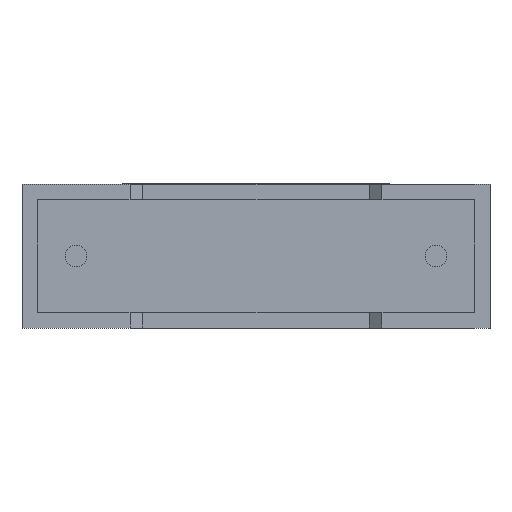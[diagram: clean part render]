
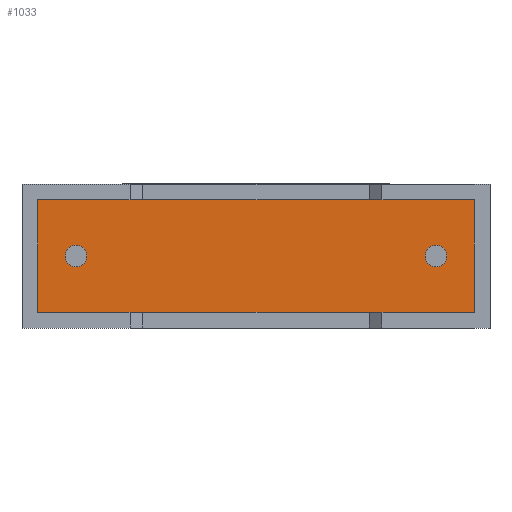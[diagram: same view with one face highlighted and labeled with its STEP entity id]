
A CAD part, front view. The second image highlights one B-rep face of the part: STEP entity #1033.
In plain terms, the highlighted planar face has unit normal (0, -1, 0).
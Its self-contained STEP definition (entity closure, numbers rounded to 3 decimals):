
#9 = CIRCLE ( 'NONE', #2531, 0.3 ) ;
#10 = EDGE_CURVE ( 'NONE', #2990, #260, #1185, .T. ) ;
#34 = FACE_OUTER_BOUND ( 'NONE', #208, .T. ) ;
#118 = ORIENTED_EDGE ( 'NONE', *, *, #468, .F. ) ;
#208 = EDGE_LOOP ( 'NONE', ( #2423, #1283, #626, #392 ) ) ;
#260 = VERTEX_POINT ( 'NONE', #2097 ) ;
#272 = DIRECTION ( 'NONE',  ( 0., 0., -1. ) ) ;
#392 = ORIENTED_EDGE ( 'NONE', *, *, #10, .T. ) ;
#400 = DIRECTION ( 'NONE',  ( 0., 0., -1. ) ) ;
#419 = CIRCLE ( 'NONE', #2346, 0.3 ) ;
#450 = AXIS2_PLACEMENT_3D ( 'NONE', #1375, #1178, #1670 ) ;
#467 = AXIS2_PLACEMENT_3D ( 'NONE', #2127, #2206, #2383 ) ;
#468 = EDGE_CURVE ( 'NONE', #3031, #1613, #2285, .T. ) ;
#511 = LINE ( 'NONE', #1673, #2484 ) ;
#521 = VERTEX_POINT ( 'NONE', #2806 ) ;
#606 = VECTOR ( 'NONE', #2601, 1000. ) ;
#626 = ORIENTED_EDGE ( 'NONE', *, *, #2794, .T. ) ;
#708 = EDGE_CURVE ( 'NONE', #737, #2404, #9, .T. ) ;
#737 = VERTEX_POINT ( 'NONE', #2238 ) ;
#743 = ORIENTED_EDGE ( 'NONE', *, *, #2720, .F. ) ;
#827 = CARTESIAN_POINT ( 'NONE',  ( 12.567, 0.75, 3.567 ) ) ;
#884 = CARTESIAN_POINT ( 'NONE',  ( 11.5, 0.75, 2. ) ) ;
#898 = CARTESIAN_POINT ( 'NONE',  ( 0.433, 0.75, 3.567 ) ) ;
#1025 = CARTESIAN_POINT ( 'NONE',  ( 0., 0.75, 0. ) ) ;
#1033 = ADVANCED_FACE ( 'NONE', ( #1448, #34, #1944 ), #1247, .T. ) ;
#1067 = ORIENTED_EDGE ( 'NONE', *, *, #708, .F. ) ;
#1117 = VECTOR ( 'NONE', #400, 1000. ) ;
#1178 = DIRECTION ( 'NONE',  ( 0., -1., 0. ) ) ;
#1185 = LINE ( 'NONE', #2830, #606 ) ;
#1247 = PLANE ( 'NONE',  #2777 ) ;
#1283 = ORIENTED_EDGE ( 'NONE', *, *, #1319, .T. ) ;
#1319 = EDGE_CURVE ( 'NONE', #521, #2145, #511, .T. ) ;
#1362 = CIRCLE ( 'NONE', #467, 0.3 ) ;
#1366 = VECTOR ( 'NONE', #2323, 1000. ) ;
#1375 = CARTESIAN_POINT ( 'NONE',  ( 1.5, 0.75, 2. ) ) ;
#1405 = EDGE_LOOP ( 'NONE', ( #2992, #118 ) ) ;
#1448 = FACE_BOUND ( 'NONE', #3059, .T. ) ;
#1502 = DIRECTION ( 'NONE',  ( 0., -1., 0. ) ) ;
#1534 = DIRECTION ( 'NONE',  ( 0., 0., -1. ) ) ;
#1596 = LINE ( 'NONE', #2082, #1366 ) ;
#1613 = VERTEX_POINT ( 'NONE', #1636 ) ;
#1636 = CARTESIAN_POINT ( 'NONE',  ( 1.5, 0.75, 2.3 ) ) ;
#1670 = DIRECTION ( 'NONE',  ( 0., 0., -1. ) ) ;
#1673 = CARTESIAN_POINT ( 'NONE',  ( 0.433, 0.75, 0.433 ) ) ;
#1765 = EDGE_CURVE ( 'NONE', #260, #521, #2002, .T. ) ;
#1944 = FACE_BOUND ( 'NONE', #1405, .T. ) ;
#1959 = DIRECTION ( 'NONE',  ( 0., 0., -1. ) ) ;
#2002 = LINE ( 'NONE', #898, #1117 ) ;
#2016 = CARTESIAN_POINT ( 'NONE',  ( 1.5, 0.75, 1.7 ) ) ;
#2082 = CARTESIAN_POINT ( 'NONE',  ( 12.567, 0.75, 0.433 ) ) ;
#2097 = CARTESIAN_POINT ( 'NONE',  ( 0.433, 0.75, 3.567 ) ) ;
#2127 = CARTESIAN_POINT ( 'NONE',  ( 11.5, 0.75, 2. ) ) ;
#2145 = VERTEX_POINT ( 'NONE', #2987 ) ;
#2206 = DIRECTION ( 'NONE',  ( 0., -1., 0. ) ) ;
#2238 = CARTESIAN_POINT ( 'NONE',  ( 11.5, 0.75, 2.3 ) ) ;
#2280 = CARTESIAN_POINT ( 'NONE',  ( 11.5, 0.75, 1.7 ) ) ;
#2285 = CIRCLE ( 'NONE', #450, 0.3 ) ;
#2323 = DIRECTION ( 'NONE',  ( 0., 0., 1. ) ) ;
#2346 = AXIS2_PLACEMENT_3D ( 'NONE', #2855, #1502, #272 ) ;
#2383 = DIRECTION ( 'NONE',  ( 0., 0., -1. ) ) ;
#2404 = VERTEX_POINT ( 'NONE', #2280 ) ;
#2423 = ORIENTED_EDGE ( 'NONE', *, *, #1765, .T. ) ;
#2484 = VECTOR ( 'NONE', #2842, 1000. ) ;
#2531 = AXIS2_PLACEMENT_3D ( 'NONE', #884, #2715, #1534 ) ;
#2601 = DIRECTION ( 'NONE',  ( -1., 0., 0. ) ) ;
#2715 = DIRECTION ( 'NONE',  ( 0., -1., 0. ) ) ;
#2720 = EDGE_CURVE ( 'NONE', #2404, #737, #1362, .T. ) ;
#2725 = EDGE_CURVE ( 'NONE', #1613, #3031, #419, .T. ) ;
#2777 = AXIS2_PLACEMENT_3D ( 'NONE', #1025, #2890, #1959 ) ;
#2794 = EDGE_CURVE ( 'NONE', #2145, #2990, #1596, .T. ) ;
#2806 = CARTESIAN_POINT ( 'NONE',  ( 0.433, 0.75, 0.433 ) ) ;
#2830 = CARTESIAN_POINT ( 'NONE',  ( 12.567, 0.75, 3.567 ) ) ;
#2842 = DIRECTION ( 'NONE',  ( 1., 0., 0. ) ) ;
#2855 = CARTESIAN_POINT ( 'NONE',  ( 1.5, 0.75, 2. ) ) ;
#2890 = DIRECTION ( 'NONE',  ( 0., -1., 0. ) ) ;
#2987 = CARTESIAN_POINT ( 'NONE',  ( 12.567, 0.75, 0.433 ) ) ;
#2990 = VERTEX_POINT ( 'NONE', #827 ) ;
#2992 = ORIENTED_EDGE ( 'NONE', *, *, #2725, .F. ) ;
#3031 = VERTEX_POINT ( 'NONE', #2016 ) ;
#3059 = EDGE_LOOP ( 'NONE', ( #1067, #743 ) ) ;
